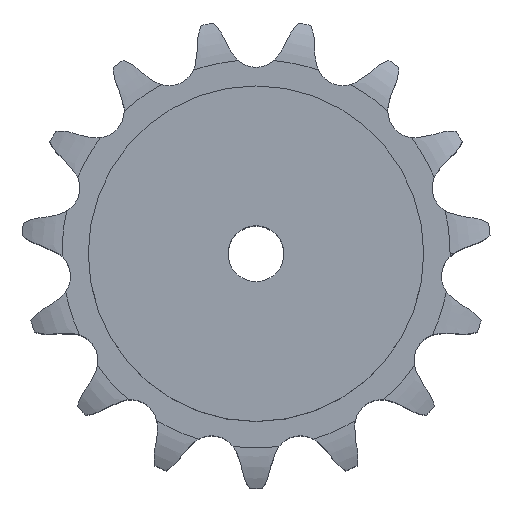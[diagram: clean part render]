
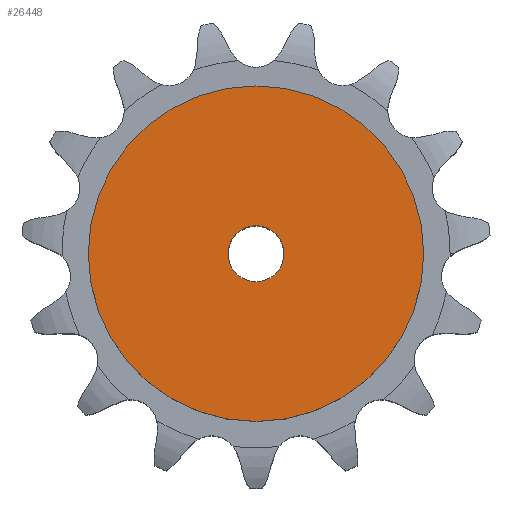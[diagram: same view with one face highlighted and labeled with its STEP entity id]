
A CAD part, top view. The second image highlights one B-rep face of the part: STEP entity #26448.
In plain terms, the highlighted planar face has unit normal (0, 0, 1).
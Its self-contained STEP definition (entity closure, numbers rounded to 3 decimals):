
#14374 = CYLINDRICAL_SURFACE('',#14375,10.);
#14375 = AXIS2_PLACEMENT_3D('',#14376,#14377,#14378);
#14376 = CARTESIAN_POINT('',(0.,0.,289.045));
#14377 = DIRECTION('',(0.,0.,1.));
#14378 = DIRECTION('',(1.,0.,0.));
#18159 = EDGE_CURVE('',#18160,#18160,#18162,.T.);
#18160 = VERTEX_POINT('',#18161);
#18161 = CARTESIAN_POINT('',(10.,0.,115.));
#18162 = SURFACE_CURVE('',#18163,(#18168,#18175),.PCURVE_S1.);
#18163 = CIRCLE('',#18164,10.);
#18164 = AXIS2_PLACEMENT_3D('',#18165,#18166,#18167);
#18165 = CARTESIAN_POINT('',(0.,0.,115.));
#18166 = DIRECTION('',(0.,0.,1.));
#18167 = DIRECTION('',(1.,0.,0.));
#18168 = PCURVE('',#14374,#18169);
#18169 = DEFINITIONAL_REPRESENTATION('',(#18170),#18174);
#18170 = LINE('',#18171,#18172);
#18171 = CARTESIAN_POINT('',(0.,-174.045));
#18172 = VECTOR('',#18173,1.);
#18173 = DIRECTION('',(1.,0.));
#18174 = ( GEOMETRIC_REPRESENTATION_CONTEXT(2) 
PARAMETRIC_REPRESENTATION_CONTEXT() REPRESENTATION_CONTEXT('2D SPACE',''
  ) );
#18175 = PCURVE('',#18176,#18181);
#18176 = PLANE('',#18177);
#18177 = AXIS2_PLACEMENT_3D('',#18178,#18179,#18180);
#18178 = CARTESIAN_POINT('',(0.,0.,115.
    ));
#18179 = DIRECTION('',(0.,0.,1.));
#18180 = DIRECTION('',(1.,0.,0.));
#18181 = DEFINITIONAL_REPRESENTATION('',(#18182),#18186);
#18182 = CIRCLE('',#18183,10.);
#18183 = AXIS2_PLACEMENT_2D('',#18184,#18185);
#18184 = CARTESIAN_POINT('',(0.,0.));
#18185 = DIRECTION('',(1.,0.));
#18186 = ( GEOMETRIC_REPRESENTATION_CONTEXT(2) 
PARAMETRIC_REPRESENTATION_CONTEXT() REPRESENTATION_CONTEXT('2D SPACE',''
  ) );
#26448 = ADVANCED_FACE('',(#26449,#26480),#18176,.T.);
#26449 = FACE_BOUND('',#26450,.T.);
#26450 = EDGE_LOOP('',(#26451));
#26451 = ORIENTED_EDGE('',*,*,#26452,.T.);
#26452 = EDGE_CURVE('',#26453,#26453,#26455,.T.);
#26453 = VERTEX_POINT('',#26454);
#26454 = CARTESIAN_POINT('',(60.,0.,115.));
#26455 = SURFACE_CURVE('',#26456,(#26461,#26468),.PCURVE_S1.);
#26456 = CIRCLE('',#26457,60.);
#26457 = AXIS2_PLACEMENT_3D('',#26458,#26459,#26460);
#26458 = CARTESIAN_POINT('',(0.,0.,115.));
#26459 = DIRECTION('',(0.,0.,1.));
#26460 = DIRECTION('',(1.,0.,0.));
#26461 = PCURVE('',#18176,#26462);
#26462 = DEFINITIONAL_REPRESENTATION('',(#26463),#26467);
#26463 = CIRCLE('',#26464,60.);
#26464 = AXIS2_PLACEMENT_2D('',#26465,#26466);
#26465 = CARTESIAN_POINT('',(0.,0.));
#26466 = DIRECTION('',(1.,0.));
#26467 = ( GEOMETRIC_REPRESENTATION_CONTEXT(2) 
PARAMETRIC_REPRESENTATION_CONTEXT() REPRESENTATION_CONTEXT('2D SPACE',''
  ) );
#26468 = PCURVE('',#26469,#26474);
#26469 = CYLINDRICAL_SURFACE('',#26470,60.);
#26470 = AXIS2_PLACEMENT_3D('',#26471,#26472,#26473);
#26471 = CARTESIAN_POINT('',(0.,0.,0.));
#26472 = DIRECTION('',(-0.,-0.,-1.));
#26473 = DIRECTION('',(1.,0.,0.));
#26474 = DEFINITIONAL_REPRESENTATION('',(#26475),#26479);
#26475 = LINE('',#26476,#26477);
#26476 = CARTESIAN_POINT('',(-0.,-115.));
#26477 = VECTOR('',#26478,1.);
#26478 = DIRECTION('',(-1.,0.));
#26479 = ( GEOMETRIC_REPRESENTATION_CONTEXT(2) 
PARAMETRIC_REPRESENTATION_CONTEXT() REPRESENTATION_CONTEXT('2D SPACE',''
  ) );
#26480 = FACE_BOUND('',#26481,.T.);
#26481 = EDGE_LOOP('',(#26482));
#26482 = ORIENTED_EDGE('',*,*,#18159,.F.);
